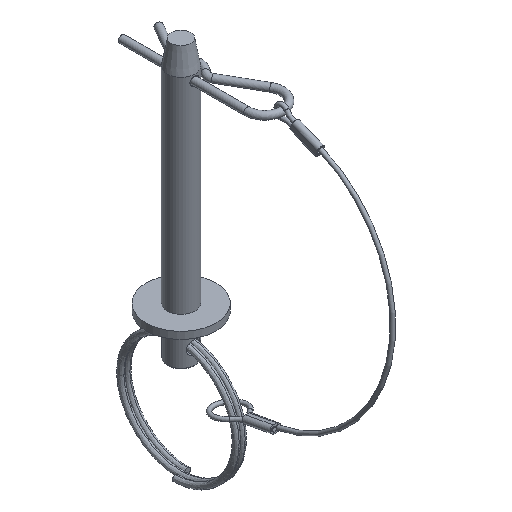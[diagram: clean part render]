
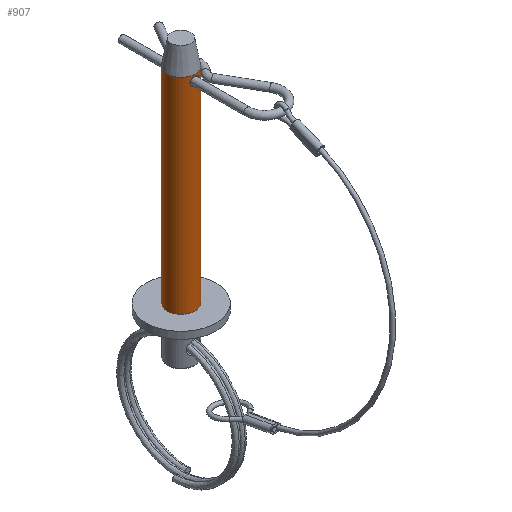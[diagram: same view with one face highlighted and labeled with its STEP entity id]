
A CAD part, isometric view. The second image highlights one B-rep face of the part: STEP entity #907.
In plain terms, the highlighted cylindrical face has radius 6.35 mm (diameter 12.7 mm), a full revolution.
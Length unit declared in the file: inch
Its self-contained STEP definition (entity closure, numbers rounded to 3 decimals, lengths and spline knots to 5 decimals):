
#19=B_SPLINE_CURVE_WITH_KNOTS('',3,(#1579,#1580,#1581,#1582,#1583,#1584,
#1585,#1586,#1587,#1588,#1589,#1590,#1591,#1592,#1593,#1594,#1595,#1596,
#1597,#1598,#1599,#1600,#1601,#1602,#1603,#1604,#1605,#1606,#1607,#1608,
#1609,#1610,#1611,#1612),.UNSPECIFIED.,.T.,.F.,(4,2,2,2,2,2,2,2,2,2,2,2,
2,2,2,2,4),(0.,0.07531,0.15062,0.2259,0.30119,
0.37647,0.45175,0.52706,0.60237,
0.67768,0.75299,0.82828,0.90356,
0.97884,1.05413,1.12944,1.20475),
 .UNSPECIFIED.);
#20=B_SPLINE_CURVE_WITH_KNOTS('',3,(#1616,#1617,#1618,#1619,#1620,#1621,
#1622,#1623,#1624,#1625,#1626,#1627,#1628,#1629,#1630,#1631,#1632,#1633,
#1634),.UNSPECIFIED.,.F.,.F.,(4,2,2,2,3,2,2,2,4),(-0.30119,-0.2259,
-0.15062,-0.07531,0.,0.07531,0.15062,
0.2259,0.30119),.UNSPECIFIED.);
#21=B_SPLINE_CURVE_WITH_KNOTS('',3,(#1635,#1636,#1637,#1638,#1639,#1640,
#1641,#1642,#1643,#1644,#1645,#1646,#1647,#1648,#1649,#1650,#1651,#1652),
 .UNSPECIFIED.,.F.,.F.,(4,2,2,2,2,2,2,2,4),(-0.90356,-0.82828,
-0.75299,-0.67768,-0.60237,-0.52706,
-0.45175,-0.37647,-0.30119),.UNSPECIFIED.);
#30=FACE_BOUND('',#293,.T.);
#112=LINE('',#1751,#160);
#113=LINE('',#1753,#161);
#160=VECTOR('',#1341,0.25);
#161=VECTOR('',#1342,0.25);
#182=CYLINDRICAL_SURFACE('',#1048,0.25);
#230=FACE_OUTER_BOUND('',#292,.T.);
#292=EDGE_LOOP('',(#816,#817,#818,#819,#820,#821,#822,#823,#824));
#293=EDGE_LOOP('',(#825));
#370=CIRCLE('',#1049,0.25);
#371=CIRCLE('',#1050,0.25);
#372=CIRCLE('',#1051,0.25);
#443=VERTEX_POINT('',#1578);
#444=VERTEX_POINT('',#1613);
#445=VERTEX_POINT('',#1615);
#454=VERTEX_POINT('',#1747);
#455=VERTEX_POINT('',#1748);
#456=VERTEX_POINT('',#1752);
#561=EDGE_CURVE('',#443,#443,#19,.T.);
#563=EDGE_CURVE('',#445,#444,#20,.T.);
#564=EDGE_CURVE('',#444,#445,#21,.T.);
#578=EDGE_CURVE('',#454,#455,#370,.T.);
#579=EDGE_CURVE('',#455,#454,#371,.T.);
#580=EDGE_CURVE('',#455,#445,#112,.T.);
#581=EDGE_CURVE('',#444,#456,#113,.T.);
#582=EDGE_CURVE('',#456,#456,#372,.T.);
#816=ORIENTED_EDGE('',*,*,#578,.F.);
#817=ORIENTED_EDGE('',*,*,#579,.F.);
#818=ORIENTED_EDGE('',*,*,#580,.T.);
#819=ORIENTED_EDGE('',*,*,#563,.T.);
#820=ORIENTED_EDGE('',*,*,#581,.T.);
#821=ORIENTED_EDGE('',*,*,#582,.T.);
#822=ORIENTED_EDGE('',*,*,#581,.F.);
#823=ORIENTED_EDGE('',*,*,#564,.T.);
#824=ORIENTED_EDGE('',*,*,#580,.F.);
#825=ORIENTED_EDGE('',*,*,#561,.T.);
#907=ADVANCED_FACE('',(#230,#30),#182,.T.);
#1048=AXIS2_PLACEMENT_3D('',#1746,#1335,#1336);
#1049=AXIS2_PLACEMENT_3D('',#1749,#1337,#1338);
#1050=AXIS2_PLACEMENT_3D('',#1750,#1339,#1340);
#1051=AXIS2_PLACEMENT_3D('',#1754,#1343,#1344);
#1335=DIRECTION('center_axis',(0.,0.,1.));
#1336=DIRECTION('ref_axis',(0.,-1.,0.));
#1337=DIRECTION('center_axis',(0.,0.,1.));
#1338=DIRECTION('ref_axis',(0.,-1.,0.));
#1339=DIRECTION('center_axis',(0.,0.,1.));
#1340=DIRECTION('ref_axis',(0.,-1.,0.));
#1341=DIRECTION('',(0.,0.,-1.));
#1342=DIRECTION('',(0.,0.,-1.));
#1343=DIRECTION('center_axis',(0.,0.,1.));
#1344=DIRECTION('ref_axis',(0.,-1.,0.));
#1578=CARTESIAN_POINT('',(0.,-0.25,1.875));
#1579=CARTESIAN_POINT('Ctrl Pts',(-0.07812,-0.23748,
1.95313));
#1580=CARTESIAN_POINT('Ctrl Pts',(-0.07812,-0.23748,
1.96301));
#1581=CARTESIAN_POINT('Ctrl Pts',(-0.07614,-0.23816,
1.9735));
#1582=CARTESIAN_POINT('Ctrl Pts',(-0.06814,-0.24057,
1.99273));
#1583=CARTESIAN_POINT('Ctrl Pts',(-0.06214,-0.24226,
2.00147));
#1584=CARTESIAN_POINT('Ctrl Pts',(-0.04834,-0.24538,
2.01527));
#1585=CARTESIAN_POINT('Ctrl Pts',(-0.0396,-0.24703,
2.02127));
#1586=CARTESIAN_POINT('Ctrl Pts',(-0.02037,-0.24936,
2.02926));
#1587=CARTESIAN_POINT('Ctrl Pts',(-0.00988,-0.25,2.03125));
#1588=CARTESIAN_POINT('Ctrl Pts',(0.00988,-0.25,2.03125));
#1589=CARTESIAN_POINT('Ctrl Pts',(0.02037,-0.24936,
2.02926));
#1590=CARTESIAN_POINT('Ctrl Pts',(0.0396,-0.24703,
2.02127));
#1591=CARTESIAN_POINT('Ctrl Pts',(0.04834,-0.24538,
2.01527));
#1592=CARTESIAN_POINT('Ctrl Pts',(0.06214,-0.24226,
2.00147));
#1593=CARTESIAN_POINT('Ctrl Pts',(0.06814,-0.24057,
1.99273));
#1594=CARTESIAN_POINT('Ctrl Pts',(0.07614,-0.23816,
1.9735));
#1595=CARTESIAN_POINT('Ctrl Pts',(0.07812,-0.23748,
1.96301));
#1596=CARTESIAN_POINT('Ctrl Pts',(0.07812,-0.23748,
1.94324));
#1597=CARTESIAN_POINT('Ctrl Pts',(0.07614,-0.23816,
1.93275));
#1598=CARTESIAN_POINT('Ctrl Pts',(0.06814,-0.24057,
1.91352));
#1599=CARTESIAN_POINT('Ctrl Pts',(0.06214,-0.24226,
1.90478));
#1600=CARTESIAN_POINT('Ctrl Pts',(0.04834,-0.24538,
1.89098));
#1601=CARTESIAN_POINT('Ctrl Pts',(0.0396,-0.24703,
1.88498));
#1602=CARTESIAN_POINT('Ctrl Pts',(0.02037,-0.24936,
1.87699));
#1603=CARTESIAN_POINT('Ctrl Pts',(0.00988,-0.25,1.875));
#1604=CARTESIAN_POINT('Ctrl Pts',(-0.00988,-0.25,1.875));
#1605=CARTESIAN_POINT('Ctrl Pts',(-0.02037,-0.24936,
1.87699));
#1606=CARTESIAN_POINT('Ctrl Pts',(-0.0396,-0.24703,
1.88498));
#1607=CARTESIAN_POINT('Ctrl Pts',(-0.04834,-0.24538,
1.89098));
#1608=CARTESIAN_POINT('Ctrl Pts',(-0.06214,-0.24226,
1.90478));
#1609=CARTESIAN_POINT('Ctrl Pts',(-0.06814,-0.24057,
1.91352));
#1610=CARTESIAN_POINT('Ctrl Pts',(-0.07614,-0.23816,
1.93275));
#1611=CARTESIAN_POINT('Ctrl Pts',(-0.07812,-0.23748,
1.94324));
#1612=CARTESIAN_POINT('Ctrl Pts',(-0.07812,-0.23748,
1.95313));
#1613=CARTESIAN_POINT('',(0.,0.25,1.875));
#1615=CARTESIAN_POINT('',(0.,0.25,2.03125));
#1616=CARTESIAN_POINT('Ctrl Pts',(0.,0.25,2.03125));
#1617=CARTESIAN_POINT('Ctrl Pts',(-0.00988,0.25,2.03125));
#1618=CARTESIAN_POINT('Ctrl Pts',(-0.02037,0.24936,
2.02926));
#1619=CARTESIAN_POINT('Ctrl Pts',(-0.0396,0.24703,
2.02127));
#1620=CARTESIAN_POINT('Ctrl Pts',(-0.04834,0.24538,
2.01527));
#1621=CARTESIAN_POINT('Ctrl Pts',(-0.06214,0.24226,
2.00147));
#1622=CARTESIAN_POINT('Ctrl Pts',(-0.06814,0.24057,
1.99273));
#1623=CARTESIAN_POINT('Ctrl Pts',(-0.07614,0.23816,
1.9735));
#1624=CARTESIAN_POINT('Ctrl Pts',(-0.07812,0.23748,
1.96301));
#1625=CARTESIAN_POINT('Ctrl Pts',(-0.07812,0.23748,
1.95313));
#1626=CARTESIAN_POINT('Ctrl Pts',(-0.07812,0.23748,
1.94324));
#1627=CARTESIAN_POINT('Ctrl Pts',(-0.07614,0.23816,
1.93275));
#1628=CARTESIAN_POINT('Ctrl Pts',(-0.06814,0.24057,
1.91352));
#1629=CARTESIAN_POINT('Ctrl Pts',(-0.06214,0.24226,
1.90478));
#1630=CARTESIAN_POINT('Ctrl Pts',(-0.04834,0.24538,
1.89098));
#1631=CARTESIAN_POINT('Ctrl Pts',(-0.0396,0.24703,
1.88498));
#1632=CARTESIAN_POINT('Ctrl Pts',(-0.02037,0.24936,
1.87699));
#1633=CARTESIAN_POINT('Ctrl Pts',(-0.00988,0.25,1.875));
#1634=CARTESIAN_POINT('Ctrl Pts',(0.,0.25,1.875));
#1635=CARTESIAN_POINT('Ctrl Pts',(0.,0.25,1.875));
#1636=CARTESIAN_POINT('Ctrl Pts',(0.00988,0.25,1.875));
#1637=CARTESIAN_POINT('Ctrl Pts',(0.02037,0.24936,
1.87699));
#1638=CARTESIAN_POINT('Ctrl Pts',(0.0396,0.24703,
1.88498));
#1639=CARTESIAN_POINT('Ctrl Pts',(0.04834,0.24538,
1.89098));
#1640=CARTESIAN_POINT('Ctrl Pts',(0.06214,0.24226,
1.90478));
#1641=CARTESIAN_POINT('Ctrl Pts',(0.06814,0.24057,
1.91352));
#1642=CARTESIAN_POINT('Ctrl Pts',(0.07614,0.23816,
1.93275));
#1643=CARTESIAN_POINT('Ctrl Pts',(0.07812,0.23748,
1.94324));
#1644=CARTESIAN_POINT('Ctrl Pts',(0.07812,0.23748,
1.96301));
#1645=CARTESIAN_POINT('Ctrl Pts',(0.07614,0.23816,
1.9735));
#1646=CARTESIAN_POINT('Ctrl Pts',(0.06814,0.24057,
1.99273));
#1647=CARTESIAN_POINT('Ctrl Pts',(0.06214,0.24226,
2.00147));
#1648=CARTESIAN_POINT('Ctrl Pts',(0.04834,0.24538,
2.01527));
#1649=CARTESIAN_POINT('Ctrl Pts',(0.0396,0.24703,
2.02127));
#1650=CARTESIAN_POINT('Ctrl Pts',(0.02037,0.24936,
2.02926));
#1651=CARTESIAN_POINT('Ctrl Pts',(0.00988,0.25,2.03125));
#1652=CARTESIAN_POINT('Ctrl Pts',(0.,0.25,2.03125));
#1746=CARTESIAN_POINT('Origin',(0.,0.,2.5));
#1747=CARTESIAN_POINT('',(0.,-0.25,2.0625));
#1748=CARTESIAN_POINT('',(0.,0.25,2.0625));
#1749=CARTESIAN_POINT('Origin',(0.,0.,2.0625));
#1750=CARTESIAN_POINT('Origin',(0.,0.,2.0625));
#1751=CARTESIAN_POINT('',(0.,0.25,2.5));
#1752=CARTESIAN_POINT('',(0.,0.25,-1.625));
#1753=CARTESIAN_POINT('',(0.,0.25,2.5));
#1754=CARTESIAN_POINT('Origin',(0.,0.,-1.625));
